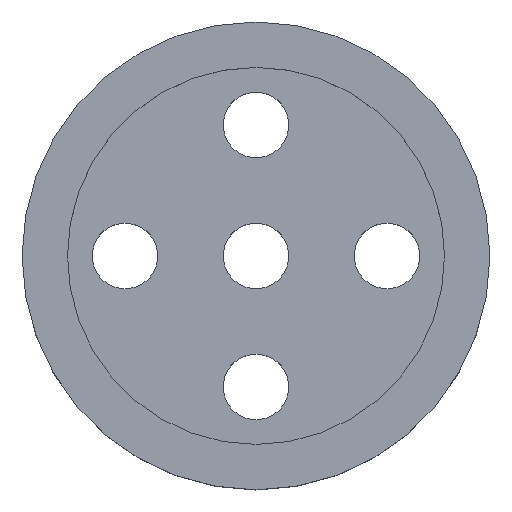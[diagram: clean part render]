
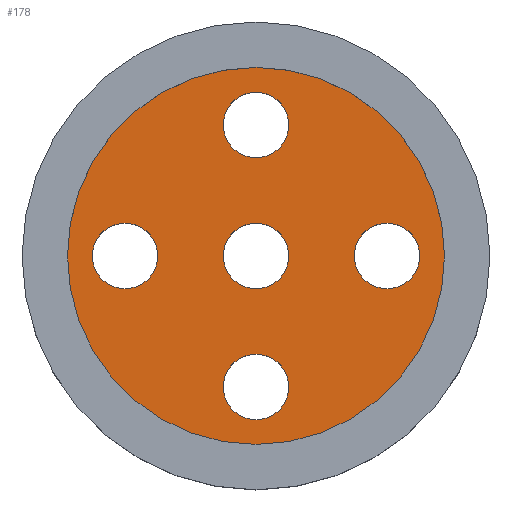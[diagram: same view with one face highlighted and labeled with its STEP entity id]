
A CAD part, top view. The second image highlights one B-rep face of the part: STEP entity #178.
In plain terms, the highlighted planar face has unit normal (0, 0, 1).
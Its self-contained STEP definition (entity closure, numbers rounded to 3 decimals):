
#15=FACE_BOUND('',#46,.T.);
#16=FACE_BOUND('',#47,.T.);
#17=FACE_BOUND('',#48,.T.);
#18=FACE_BOUND('',#49,.T.);
#19=FACE_BOUND('',#50,.T.);
#26=PLANE('',#214);
#35=FACE_OUTER_BOUND('',#45,.T.);
#45=EDGE_LOOP('',(#147));
#46=EDGE_LOOP('',(#148));
#47=EDGE_LOOP('',(#149));
#48=EDGE_LOOP('',(#150));
#49=EDGE_LOOP('',(#151));
#50=EDGE_LOOP('',(#152));
#74=CIRCLE('',#197,1.75);
#76=CIRCLE('',#200,1.75);
#78=CIRCLE('',#203,1.75);
#80=CIRCLE('',#206,1.75);
#82=CIRCLE('',#209,1.75);
#85=CIRCLE('',#213,10.075);
#88=VERTEX_POINT('',#279);
#90=VERTEX_POINT('',#285);
#92=VERTEX_POINT('',#291);
#94=VERTEX_POINT('',#297);
#96=VERTEX_POINT('',#303);
#99=VERTEX_POINT('',#311);
#102=EDGE_CURVE('',#88,#88,#74,.T.);
#105=EDGE_CURVE('',#90,#90,#76,.T.);
#108=EDGE_CURVE('',#92,#92,#78,.T.);
#111=EDGE_CURVE('',#94,#94,#80,.T.);
#114=EDGE_CURVE('',#96,#96,#82,.T.);
#119=EDGE_CURVE('',#99,#99,#85,.T.);
#147=ORIENTED_EDGE('',*,*,#119,.F.);
#148=ORIENTED_EDGE('',*,*,#102,.T.);
#149=ORIENTED_EDGE('',*,*,#105,.T.);
#150=ORIENTED_EDGE('',*,*,#108,.T.);
#151=ORIENTED_EDGE('',*,*,#111,.T.);
#152=ORIENTED_EDGE('',*,*,#114,.T.);
#178=ADVANCED_FACE('',(#35,#15,#16,#17,#18,#19),#26,.T.);
#197=AXIS2_PLACEMENT_3D('',#280,#224,#225);
#200=AXIS2_PLACEMENT_3D('',#286,#231,#232);
#203=AXIS2_PLACEMENT_3D('',#292,#238,#239);
#206=AXIS2_PLACEMENT_3D('',#298,#245,#246);
#209=AXIS2_PLACEMENT_3D('',#304,#252,#253);
#213=AXIS2_PLACEMENT_3D('',#313,#262,#263);
#214=AXIS2_PLACEMENT_3D('',#314,#264,#265);
#224=DIRECTION('center_axis',(0.,0.,-1.));
#225=DIRECTION('ref_axis',(-1.,0.,0.));
#231=DIRECTION('center_axis',(0.,0.,-1.));
#232=DIRECTION('ref_axis',(-1.,0.,0.));
#238=DIRECTION('center_axis',(0.,0.,-1.));
#239=DIRECTION('ref_axis',(-1.,0.,0.));
#245=DIRECTION('center_axis',(0.,0.,-1.));
#246=DIRECTION('ref_axis',(-1.,0.,0.));
#252=DIRECTION('center_axis',(0.,0.,-1.));
#253=DIRECTION('ref_axis',(-1.,0.,0.));
#262=DIRECTION('center_axis',(0.,0.,-1.));
#263=DIRECTION('ref_axis',(-1.,0.,0.));
#264=DIRECTION('center_axis',(0.,0.,1.));
#265=DIRECTION('ref_axis',(-1.,0.,0.));
#279=CARTESIAN_POINT('',(8.75,0.,3.25));
#280=CARTESIAN_POINT('Origin',(7.,0.,3.25));
#285=CARTESIAN_POINT('',(1.75,0.,3.25));
#286=CARTESIAN_POINT('Origin',(0.,0.,3.25));
#291=CARTESIAN_POINT('',(1.75,-7.,3.25));
#292=CARTESIAN_POINT('Origin',(0.,-7.,3.25));
#297=CARTESIAN_POINT('',(1.75,7.,3.25));
#298=CARTESIAN_POINT('Origin',(0.,7.,3.25));
#303=CARTESIAN_POINT('',(-5.25,0.,3.25));
#304=CARTESIAN_POINT('Origin',(-7.,0.,3.25));
#311=CARTESIAN_POINT('',(10.075,0.,3.25));
#313=CARTESIAN_POINT('Origin',(0.,0.,3.25));
#314=CARTESIAN_POINT('Origin',(0.,0.,3.25));
